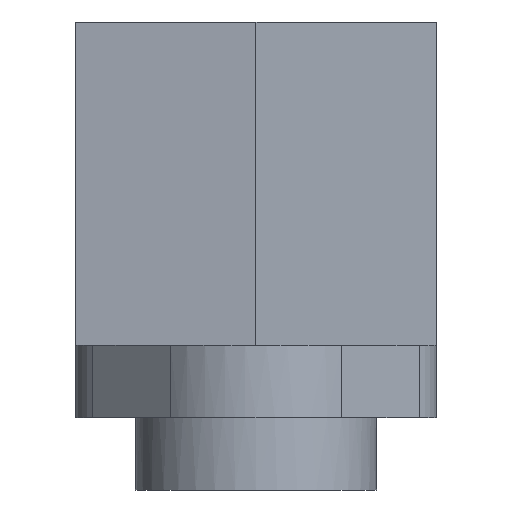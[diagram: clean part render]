
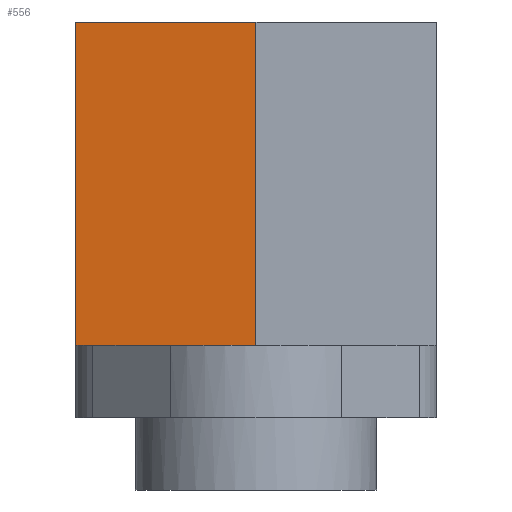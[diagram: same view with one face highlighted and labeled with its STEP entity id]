
A CAD part, left-side view. The second image highlights one B-rep face of the part: STEP entity #556.
In plain terms, the highlighted planar face has unit normal (-0.259, 0, 0.966).
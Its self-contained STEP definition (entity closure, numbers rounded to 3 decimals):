
#28=PLANE('',#617);
#55=FACE_OUTER_BOUND('',#89,.T.);
#89=EDGE_LOOP('',(#448,#449,#450,#451,#452,#453));
#121=LINE('',#846,#176);
#142=LINE('',#909,#197);
#143=LINE('',#912,#198);
#147=LINE('',#919,#202);
#148=LINE('',#921,#203);
#149=LINE('',#922,#204);
#176=VECTOR('',#671,10.);
#197=VECTOR('',#732,10.);
#198=VECTOR('',#735,10.);
#202=VECTOR('',#741,10.);
#203=VECTOR('',#744,10.);
#204=VECTOR('',#745,10.);
#248=VERTEX_POINT('',#824);
#257=VERTEX_POINT('',#844);
#278=VERTEX_POINT('',#905);
#279=VERTEX_POINT('',#907);
#280=VERTEX_POINT('',#911);
#282=VERTEX_POINT('',#917);
#309=EDGE_CURVE('',#257,#248,#121,.T.);
#341=EDGE_CURVE('',#279,#278,#142,.T.);
#342=EDGE_CURVE('',#248,#280,#143,.T.);
#346=EDGE_CURVE('',#279,#282,#147,.T.);
#347=EDGE_CURVE('',#280,#282,#148,.T.);
#348=EDGE_CURVE('',#278,#257,#149,.T.);
#448=ORIENTED_EDGE('',*,*,#341,.F.);
#449=ORIENTED_EDGE('',*,*,#346,.T.);
#450=ORIENTED_EDGE('',*,*,#347,.F.);
#451=ORIENTED_EDGE('',*,*,#342,.F.);
#452=ORIENTED_EDGE('',*,*,#309,.F.);
#453=ORIENTED_EDGE('',*,*,#348,.F.);
#556=ADVANCED_FACE('',(#55),#28,.T.);
#617=AXIS2_PLACEMENT_3D('',#920,#742,#743);
#671=DIRECTION('',(0.,1.,0.));
#732=DIRECTION('',(-0.966,0.,-0.259));
#735=DIRECTION('',(0.,1.,0.));
#741=DIRECTION('',(0.,1.,0.));
#742=DIRECTION('center_axis',(-0.259,0.,0.966));
#743=DIRECTION('ref_axis',(0.966,0.,0.259));
#744=DIRECTION('',(0.966,0.,0.259));
#745=DIRECTION('',(-0.966,0.,-0.259));
#824=CARTESIAN_POINT('',(10.,15.,3.));
#844=CARTESIAN_POINT('',(10.,7.5,3.));
#846=CARTESIAN_POINT('',(10.,7.5,3.));
#905=CARTESIAN_POINT('',(35.,7.5,9.699));
#907=CARTESIAN_POINT('',(60.,7.5,16.397));
#909=CARTESIAN_POINT('',(60.,7.5,16.397));
#911=CARTESIAN_POINT('',(10.,15.,3.));
#912=CARTESIAN_POINT('',(10.,7.5,3.));
#917=CARTESIAN_POINT('',(60.,15.,16.397));
#919=CARTESIAN_POINT('',(60.,7.5,16.397));
#920=CARTESIAN_POINT('Origin',(10.,7.5,3.));
#921=CARTESIAN_POINT('',(60.,15.,16.397));
#922=CARTESIAN_POINT('',(22.5,7.5,6.349));
